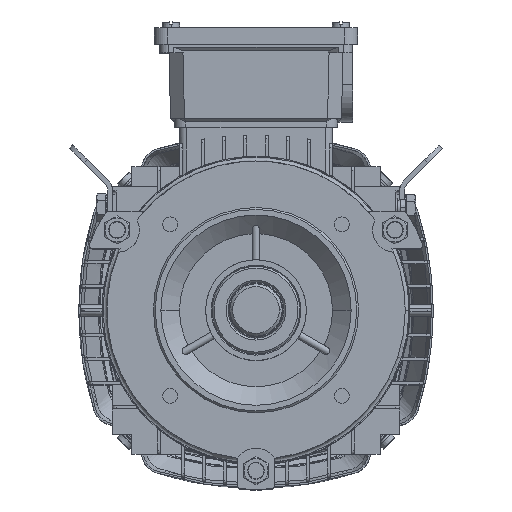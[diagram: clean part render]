
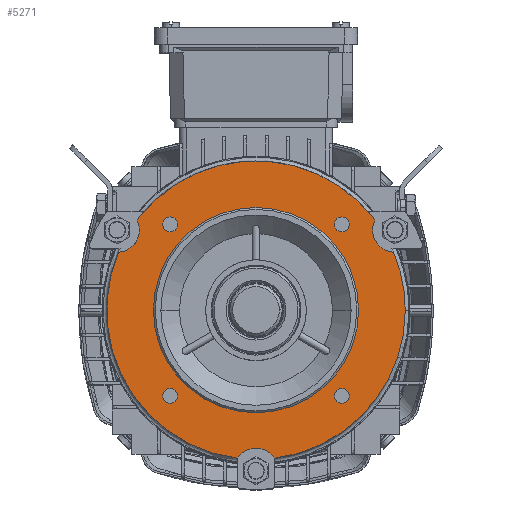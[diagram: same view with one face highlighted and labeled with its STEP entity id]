
A CAD part, top view. The second image highlights one B-rep face of the part: STEP entity #5271.
In plain terms, the highlighted planar face has unit normal (0, 0, 1).
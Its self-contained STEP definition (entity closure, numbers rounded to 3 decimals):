
#2061=FACE_BOUND('',#14033,.T.);
#2062=FACE_BOUND('',#14034,.T.);
#2063=FACE_BOUND('',#14035,.T.);
#2064=FACE_BOUND('',#14036,.T.);
#2065=FACE_BOUND('',#14037,.T.);
#2066=FACE_BOUND('',#14038,.T.);
#3219=PLANE('',#69526);
#5271=ADVANCED_FACE('',(#2061,#2062,#2063,#2064,#2065,#2066),#3219,.F.);
#14033=EDGE_LOOP('',(#30198,#30199,#30200,#30201,#30202,#30203,#30204,#30205));
#14034=EDGE_LOOP('',(#30206,#30207));
#14035=EDGE_LOOP('',(#30208,#30209));
#14036=EDGE_LOOP('',(#30210,#30211));
#14037=EDGE_LOOP('',(#30212,#30213));
#14038=EDGE_LOOP('',(#30214,#30215));
#30198=ORIENTED_EDGE('',*,*,#56048,.F.);
#30199=ORIENTED_EDGE('',*,*,#56249,.F.);
#30200=ORIENTED_EDGE('',*,*,#56250,.F.);
#30201=ORIENTED_EDGE('',*,*,#56251,.F.);
#30202=ORIENTED_EDGE('',*,*,#56252,.F.);
#30203=ORIENTED_EDGE('',*,*,#56044,.F.);
#30204=ORIENTED_EDGE('',*,*,#56253,.F.);
#30205=ORIENTED_EDGE('',*,*,#56254,.F.);
#30206=ORIENTED_EDGE('',*,*,#56052,.F.);
#30207=ORIENTED_EDGE('',*,*,#56255,.F.);
#30208=ORIENTED_EDGE('',*,*,#56057,.F.);
#30209=ORIENTED_EDGE('',*,*,#56256,.F.);
#30210=ORIENTED_EDGE('',*,*,#56061,.F.);
#30211=ORIENTED_EDGE('',*,*,#56257,.F.);
#30212=ORIENTED_EDGE('',*,*,#56065,.F.);
#30213=ORIENTED_EDGE('',*,*,#56258,.F.);
#30214=ORIENTED_EDGE('',*,*,#56069,.F.);
#30215=ORIENTED_EDGE('',*,*,#56259,.F.);
#49124=VERTEX_POINT('',#98560);
#49125=VERTEX_POINT('',#98562);
#49128=VERTEX_POINT('',#98570);
#49129=VERTEX_POINT('',#98571);
#49132=VERTEX_POINT('',#98579);
#49133=VERTEX_POINT('',#98580);
#49137=VERTEX_POINT('',#98590);
#49138=VERTEX_POINT('',#98591);
#49141=VERTEX_POINT('',#98599);
#49142=VERTEX_POINT('',#98600);
#49145=VERTEX_POINT('',#98608);
#49146=VERTEX_POINT('',#98609);
#49149=VERTEX_POINT('',#98617);
#49150=VERTEX_POINT('',#98618);
#49320=VERTEX_POINT('',#99397);
#49321=VERTEX_POINT('',#99399);
#49322=VERTEX_POINT('',#99401);
#49323=VERTEX_POINT('',#99404);
#56044=EDGE_CURVE('',#49124,#49125,#65676,.T.);
#56048=EDGE_CURVE('',#49128,#49129,#65677,.T.);
#56052=EDGE_CURVE('',#49132,#49133,#65679,.T.);
#56057=EDGE_CURVE('',#49137,#49138,#65682,.T.);
#56061=EDGE_CURVE('',#49141,#49142,#65684,.T.);
#56065=EDGE_CURVE('',#49145,#49146,#65686,.T.);
#56069=EDGE_CURVE('',#49149,#49150,#65688,.T.);
#56249=EDGE_CURVE('',#49320,#49128,#65756,.T.);
#56250=EDGE_CURVE('',#49321,#49320,#65757,.T.);
#56251=EDGE_CURVE('',#49322,#49321,#65758,.T.);
#56252=EDGE_CURVE('',#49125,#49322,#65759,.T.);
#56253=EDGE_CURVE('',#49323,#49124,#65760,.T.);
#56254=EDGE_CURVE('',#49129,#49323,#65761,.T.);
#56255=EDGE_CURVE('',#49133,#49132,#65762,.T.);
#56256=EDGE_CURVE('',#49138,#49137,#65763,.T.);
#56257=EDGE_CURVE('',#49142,#49141,#65764,.T.);
#56258=EDGE_CURVE('',#49146,#49145,#65765,.T.);
#56259=EDGE_CURVE('',#49150,#49149,#65766,.T.);
#65676=CIRCLE('',#69398,80.);
#65677=CIRCLE('',#69400,12.);
#65679=CIRCLE('',#69403,55.);
#65682=CIRCLE('',#69407,4.);
#65684=CIRCLE('',#69410,4.);
#65686=CIRCLE('',#69413,4.);
#65688=CIRCLE('',#69416,4.);
#65756=CIRCLE('',#69515,80.);
#65757=CIRCLE('',#69516,12.);
#65758=CIRCLE('',#69517,80.);
#65759=CIRCLE('',#69518,12.);
#65760=CIRCLE('',#69519,80.);
#65761=CIRCLE('',#69520,12.);
#65762=CIRCLE('',#69521,55.);
#65763=CIRCLE('',#69522,4.);
#65764=CIRCLE('',#69523,4.);
#65765=CIRCLE('',#69524,4.);
#65766=CIRCLE('',#69525,4.);
#69398=AXIS2_PLACEMENT_3D('',#98561,#77220,#77221);
#69400=AXIS2_PLACEMENT_3D('',#98569,#77227,#77228);
#69403=AXIS2_PLACEMENT_3D('',#98578,#77235,#77236);
#69407=AXIS2_PLACEMENT_3D('',#98589,#77245,#77246);
#69410=AXIS2_PLACEMENT_3D('',#98598,#77253,#77254);
#69413=AXIS2_PLACEMENT_3D('',#98607,#77261,#77262);
#69416=AXIS2_PLACEMENT_3D('',#98616,#77269,#77270);
#69515=AXIS2_PLACEMENT_3D('',#99396,#77531,#77532);
#69516=AXIS2_PLACEMENT_3D('',#99398,#77533,#77534);
#69517=AXIS2_PLACEMENT_3D('',#99400,#77535,#77536);
#69518=AXIS2_PLACEMENT_3D('',#99402,#77537,#77538);
#69519=AXIS2_PLACEMENT_3D('',#99403,#77539,#77540);
#69520=AXIS2_PLACEMENT_3D('',#99405,#77541,#77542);
#69521=AXIS2_PLACEMENT_3D('',#99406,#77543,#77544);
#69522=AXIS2_PLACEMENT_3D('',#99407,#77545,#77546);
#69523=AXIS2_PLACEMENT_3D('',#99408,#77547,#77548);
#69524=AXIS2_PLACEMENT_3D('',#99409,#77549,#77550);
#69525=AXIS2_PLACEMENT_3D('',#99410,#77551,#77552);
#69526=AXIS2_PLACEMENT_3D('',#99411,#77553,#77554);
#77220=DIRECTION('',(0.,0.,-1.));
#77221=DIRECTION('',(1.,0.,0.));
#77227=DIRECTION('',(0.,0.,1.));
#77228=DIRECTION('',(-1.,0.,0.));
#77235=DIRECTION('',(0.,0.,1.));
#77236=DIRECTION('',(1.,0.,0.));
#77245=DIRECTION('',(0.,0.,1.));
#77246=DIRECTION('',(-1.,0.,0.));
#77253=DIRECTION('',(0.,0.,1.));
#77254=DIRECTION('',(-1.,0.,0.));
#77261=DIRECTION('',(0.,0.,1.));
#77262=DIRECTION('',(-1.,0.,0.));
#77269=DIRECTION('',(0.,0.,1.));
#77270=DIRECTION('',(-1.,0.,0.));
#77531=DIRECTION('',(0.,0.,-1.));
#77532=DIRECTION('',(1.,0.,0.));
#77533=DIRECTION('',(0.,0.,1.));
#77534=DIRECTION('',(-1.,0.,0.));
#77535=DIRECTION('',(0.,0.,-1.));
#77536=DIRECTION('',(1.,0.,0.));
#77537=DIRECTION('',(0.,0.,1.));
#77538=DIRECTION('',(-1.,0.,0.));
#77539=DIRECTION('',(0.,0.,-1.));
#77540=DIRECTION('',(1.,0.,0.));
#77541=DIRECTION('',(0.,0.,1.));
#77542=DIRECTION('',(-1.,0.,0.));
#77543=DIRECTION('',(0.,0.,1.));
#77544=DIRECTION('',(1.,0.,0.));
#77545=DIRECTION('',(0.,0.,1.));
#77546=DIRECTION('',(-1.,0.,0.));
#77547=DIRECTION('',(0.,0.,1.));
#77548=DIRECTION('',(-1.,0.,0.));
#77549=DIRECTION('',(0.,0.,1.));
#77550=DIRECTION('',(-1.,0.,0.));
#77551=DIRECTION('',(0.,0.,1.));
#77552=DIRECTION('',(-1.,0.,0.));
#77553=DIRECTION('',(0.,0.,-1.));
#77554=DIRECTION('',(1.,0.,0.));
#98560=CARTESIAN_POINT('',(80.,0.,237.));
#98561=CARTESIAN_POINT('',(0.,0.,237.));
#98562=CARTESIAN_POINT('',(10.004,-79.372,237.));
#98569=CARTESIAN_POINT('',(74.478,43.,237.));
#98570=CARTESIAN_POINT('',(63.736,48.349,237.));
#98571=CARTESIAN_POINT('',(62.478,43.,237.));
#98578=CARTESIAN_POINT('',(0.,0.,237.));
#98579=CARTESIAN_POINT('',(55.,0.,237.));
#98580=CARTESIAN_POINT('',(-55.,0.,237.));
#98589=CARTESIAN_POINT('',(-45.962,45.962,237.));
#98590=CARTESIAN_POINT('',(-49.962,45.962,237.));
#98591=CARTESIAN_POINT('',(-41.962,45.962,237.));
#98598=CARTESIAN_POINT('',(45.962,45.962,237.));
#98599=CARTESIAN_POINT('',(41.962,45.962,237.));
#98600=CARTESIAN_POINT('',(49.962,45.962,237.));
#98607=CARTESIAN_POINT('',(-45.962,-45.962,237.));
#98608=CARTESIAN_POINT('',(-49.962,-45.962,237.));
#98609=CARTESIAN_POINT('',(-41.962,-45.962,237.));
#98616=CARTESIAN_POINT('',(45.962,-45.962,237.));
#98617=CARTESIAN_POINT('',(41.962,-45.962,237.));
#98618=CARTESIAN_POINT('',(49.962,-45.962,237.));
#99396=CARTESIAN_POINT('',(0.,0.,237.));
#99397=CARTESIAN_POINT('',(-63.736,48.349,237.));
#99398=CARTESIAN_POINT('',(-74.478,43.,237.));
#99399=CARTESIAN_POINT('',(-73.74,31.023,237.));
#99400=CARTESIAN_POINT('',(0.,0.,237.));
#99401=CARTESIAN_POINT('',(-10.004,-79.372,237.));
#99402=CARTESIAN_POINT('',(0.,-86.,237.));
#99403=CARTESIAN_POINT('',(0.,0.,237.));
#99404=CARTESIAN_POINT('',(73.74,31.023,237.));
#99405=CARTESIAN_POINT('',(74.478,43.,237.));
#99406=CARTESIAN_POINT('',(0.,0.,237.));
#99407=CARTESIAN_POINT('',(-45.962,45.962,237.));
#99408=CARTESIAN_POINT('',(45.962,45.962,237.));
#99409=CARTESIAN_POINT('',(-45.962,-45.962,237.));
#99410=CARTESIAN_POINT('',(45.962,-45.962,237.));
#99411=CARTESIAN_POINT('',(0.,80.,237.));
